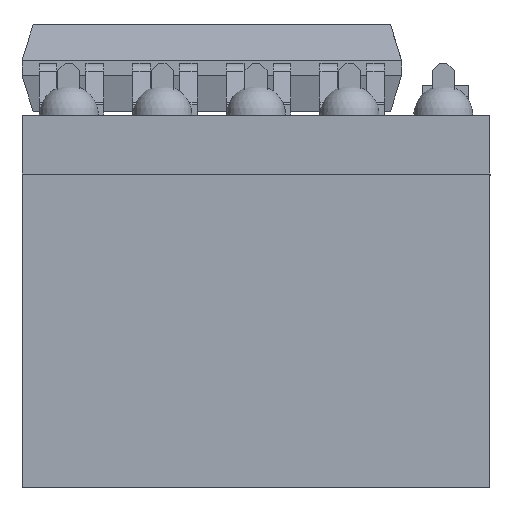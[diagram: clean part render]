
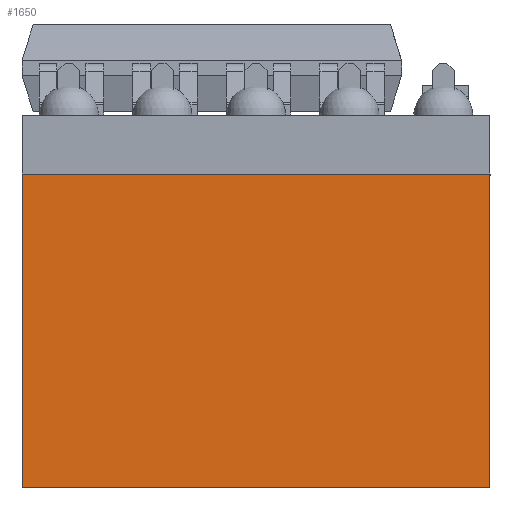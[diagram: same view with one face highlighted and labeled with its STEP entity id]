
A CAD part, left-side view. The second image highlights one B-rep face of the part: STEP entity #1650.
In plain terms, the highlighted face is planar.
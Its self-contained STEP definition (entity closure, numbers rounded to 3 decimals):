
#433 = VERTEX_POINT('',#434);
#434 = CARTESIAN_POINT('',(-1.27,1.27,8.5));
#440 = EDGE_CURVE('',#441,#433,#443,.T.);
#441 = VERTEX_POINT('',#442);
#442 = CARTESIAN_POINT('',(-1.27,1.27,0.));
#443 = LINE('',#444,#445);
#444 = CARTESIAN_POINT('',(-1.27,1.27,0.));
#445 = VECTOR('',#446,1.);
#446 = DIRECTION('',(0.,0.,1.));
#472 = VERTEX_POINT('',#473);
#473 = CARTESIAN_POINT('',(11.43,1.27,8.5));
#479 = EDGE_CURVE('',#433,#472,#480,.T.);
#480 = LINE('',#481,#482);
#481 = CARTESIAN_POINT('',(8.89,1.27,8.5));
#482 = VECTOR('',#483,1.);
#483 = DIRECTION('',(1.,0.,0.));
#663 = EDGE_CURVE('',#664,#472,#666,.T.);
#664 = VERTEX_POINT('',#665);
#665 = CARTESIAN_POINT('',(11.43,1.27,0.));
#666 = LINE('',#667,#668);
#667 = CARTESIAN_POINT('',(11.43,1.27,0.));
#668 = VECTOR('',#669,1.);
#669 = DIRECTION('',(0.,0.,1.));
#1650 = ADVANCED_FACE('',(#1651),#1662,.F.);
#1651 = FACE_BOUND('',#1652,.F.);
#1652 = EDGE_LOOP('',(#1653,#1654,#1655,#1656));
#1653 = ORIENTED_EDGE('',*,*,#440,.T.);
#1654 = ORIENTED_EDGE('',*,*,#479,.T.);
#1655 = ORIENTED_EDGE('',*,*,#663,.F.);
#1656 = ORIENTED_EDGE('',*,*,#1657,.F.);
#1657 = EDGE_CURVE('',#441,#664,#1658,.T.);
#1658 = LINE('',#1659,#1660);
#1659 = CARTESIAN_POINT('',(8.89,1.27,0.));
#1660 = VECTOR('',#1661,1.);
#1661 = DIRECTION('',(1.,0.,0.));
#1662 = PLANE('',#1663);
#1663 = AXIS2_PLACEMENT_3D('',#1664,#1665,#1666);
#1664 = CARTESIAN_POINT('',(5.08,1.27,4.25));
#1665 = DIRECTION('',(0.,1.,0.));
#1666 = DIRECTION('',(0.,0.,1.));
